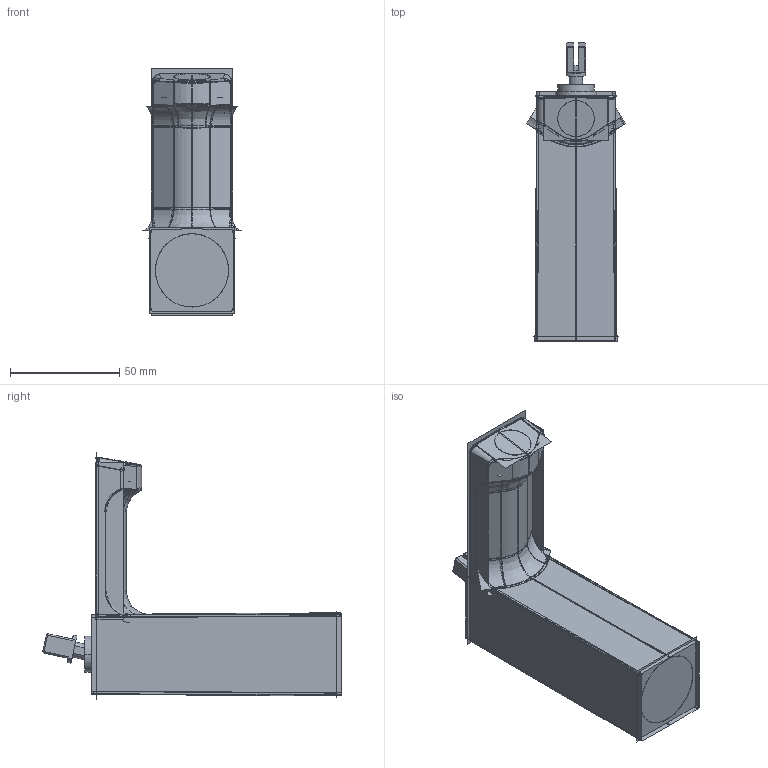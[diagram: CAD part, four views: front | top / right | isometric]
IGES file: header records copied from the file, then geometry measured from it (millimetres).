
Start section:  PTC IGES file: el131hcr_asm.igs
Global section: file name: el131hcr_asm.igs; native system: Creo Parametric by PTC Inc.; preprocessor: 2022124; author: alberto.gaboardi; organization: Unknown; date: 20241010.130646; units: millimetre
Bounding box: 45.06 x 136.49 x 112.61 mm (x, y, z)
Surface area: 124564.3 mm2 (no closed solid volume)
Topology: 0 solids, 0 shells, 1586 faces, 16725 edges, 21050 vertices
Faces by surface type: revolution 819, bspline 763, extrusion 4
